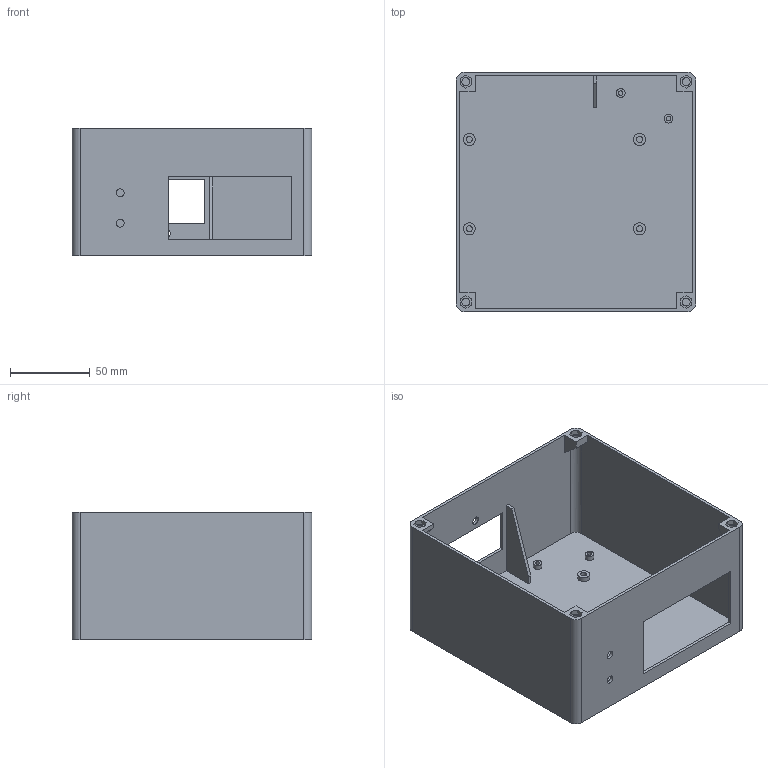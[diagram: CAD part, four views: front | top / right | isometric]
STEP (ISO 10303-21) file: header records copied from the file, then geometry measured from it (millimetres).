
FILE_DESCRIPTION(('FreeCAD Model'),'2;1');
FILE_NAME( '2020-07-10T11:24:54',('Author'),(''), 'Open CASCADE STEP processor 7.3','FreeCAD','Unknown');
FILE_SCHEMA(('AUTOMOTIVE_DESIGN { 1 0 10303 214 1 1 1 1 }'));
Length unit declared in the file: millimetre
Products named in the file (1): Gehaeuse
Bounding box: 150 x 150 x 80 mm (x, y, z)
Volume: 132821.4 mm3; surface area: 131979.7 mm2
Topology: 1 solids, 1 shells, 108 faces, 258 edges, 173 vertices
Faces by surface type: plane 80, cylinder 28
Full cylindrical faces by diameter (mm): 2.8 x2, 3.8 x4, 5 x8, 5.5 x2, 7.5 x4
Entity records: 6664 total; most frequent: CARTESIAN_POINT 1316, DIRECTION 1003, LINE 632, VECTOR 632, ORIENTED_EDGE 516, PCURVE 516, DEFINITIONAL_REPRESENTATION 516, EDGE_CURVE 258
